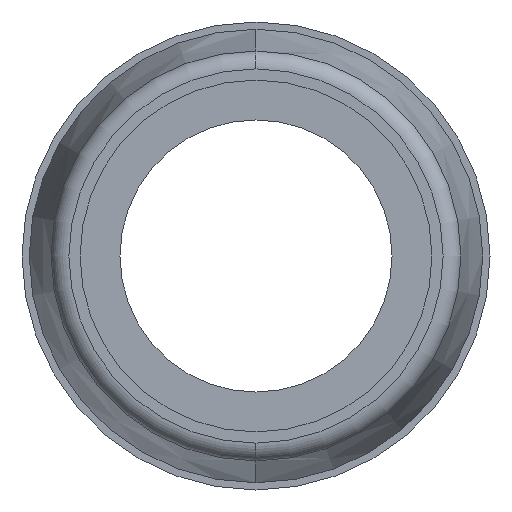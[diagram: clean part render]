
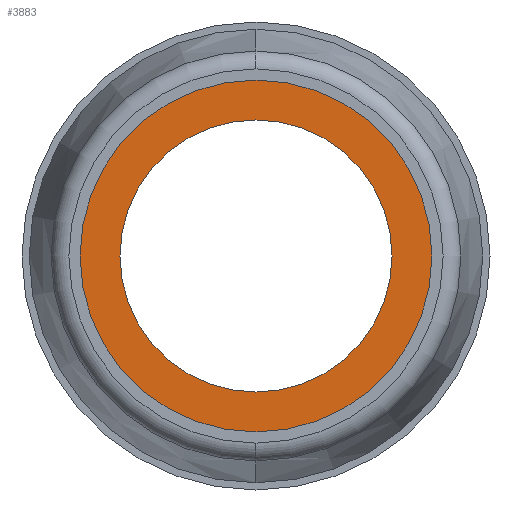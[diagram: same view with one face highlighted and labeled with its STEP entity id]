
A CAD part, left-side view. The second image highlights one B-rep face of the part: STEP entity #3883.
In plain terms, the highlighted planar face has unit normal (-1, 0, 0).
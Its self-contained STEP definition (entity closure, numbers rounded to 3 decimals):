
#157 = EDGE_LOOP ( 'NONE', ( #4832, #4833 ) ) ;
#158 = EDGE_LOOP ( 'NONE', ( #4830, #4831 ) ) ;
#173 = VERTEX_POINT ( 'NONE', #2376 ) ;
#234 = CARTESIAN_POINT ( 'NONE',  ( -28.9, 0., 0. ) ) ;
#235 = DIRECTION ( 'NONE',  ( -1., 0., 0. ) ) ;
#236 = DIRECTION ( 'NONE',  ( 0., 0., 1. ) ) ;
#455 = CARTESIAN_POINT ( 'NONE',  ( -28.9, 0., 9.7 ) ) ;
#594 = CARTESIAN_POINT ( 'NONE',  ( -28.9, 0., 0. ) ) ;
#595 = DIRECTION ( 'NONE',  ( -1., 0., 0. ) ) ;
#596 = DIRECTION ( 'NONE',  ( 0., 0., 1. ) ) ;
#852 = CIRCLE ( 'NONE', #861, 7.5 ) ;
#861 = AXIS2_PLACEMENT_3D ( 'NONE', #4088, #4089, #4090 ) ;
#917 = VERTEX_POINT ( 'NONE', #4892 ) ;
#1512 = VERTEX_POINT ( 'NONE', #4935 ) ;
#1515 = VERTEX_POINT ( 'NONE', #455 ) ;
#2376 = CARTESIAN_POINT ( 'NONE',  ( -28.9, 0., 7.5 ) ) ;
#2381 = CIRCLE ( 'NONE', #2385, 7.5 ) ;
#2385 = AXIS2_PLACEMENT_3D ( 'NONE', #3655, #3656, #3657 ) ;
#2433 = CIRCLE ( 'NONE', #2442, 9.7 ) ;
#2442 = AXIS2_PLACEMENT_3D ( 'NONE', #234, #235, #236 ) ;
#2480 = AXIS2_PLACEMENT_3D ( 'NONE', #5506, #5518, #5519 ) ;
#2544 = AXIS2_PLACEMENT_3D ( 'NONE', #594, #595, #596 ) ;
#2554 = CIRCLE ( 'NONE', #2544, 9.7 ) ;
#3655 = CARTESIAN_POINT ( 'NONE',  ( -28.9, 0., 0. ) ) ;
#3656 = DIRECTION ( 'NONE',  ( -1., 0., 0. ) ) ;
#3657 = DIRECTION ( 'NONE',  ( 0., 0., 1. ) ) ;
#3744 = EDGE_CURVE ( 'NONE', #917, #173, #852, .T. ) ;
#3819 = EDGE_CURVE ( 'NONE', #173, #917, #2381, .T. ) ;
#3853 = EDGE_CURVE ( 'NONE', #1515, #1512, #2433, .T. ) ;
#3883 = ADVANCED_FACE ( 'NONE', ( #5515, #5511 ), #5516, .F. ) ;
#4088 = CARTESIAN_POINT ( 'NONE',  ( -28.9, 0., 0. ) ) ;
#4089 = DIRECTION ( 'NONE',  ( -1., 0., 0. ) ) ;
#4090 = DIRECTION ( 'NONE',  ( 0., 0., 1. ) ) ;
#4830 = ORIENTED_EDGE ( 'NONE', *, *, #3819, .F. ) ;
#4831 = ORIENTED_EDGE ( 'NONE', *, *, #3744, .F. ) ;
#4832 = ORIENTED_EDGE ( 'NONE', *, *, #3853, .T. ) ;
#4833 = ORIENTED_EDGE ( 'NONE', *, *, #4937, .T. ) ;
#4892 = CARTESIAN_POINT ( 'NONE',  ( -28.9, 0., -7.5 ) ) ;
#4935 = CARTESIAN_POINT ( 'NONE',  ( -28.9, 0., -9.7 ) ) ;
#4937 = EDGE_CURVE ( 'NONE', #1512, #1515, #2554, .T. ) ;
#5506 = CARTESIAN_POINT ( 'NONE',  ( -28.9, 9.7, 0. ) ) ;
#5511 = FACE_OUTER_BOUND ( 'NONE', #157, .T. ) ;
#5515 = FACE_BOUND ( 'NONE', #158, .T. ) ;
#5516 = PLANE ( 'NONE',  #2480 ) ;
#5518 = DIRECTION ( 'NONE',  ( 1., 0., 0. ) ) ;
#5519 = DIRECTION ( 'NONE',  ( 0., 0., -1. ) ) ;
